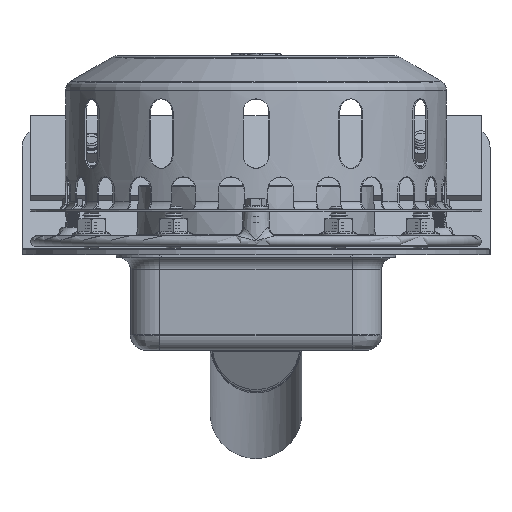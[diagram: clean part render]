
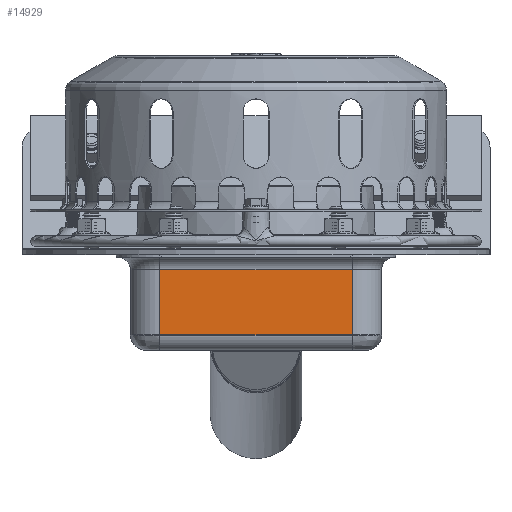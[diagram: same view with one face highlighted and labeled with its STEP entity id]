
A CAD part, left-side view. The second image highlights one B-rep face of the part: STEP entity #14929.
In plain terms, the highlighted planar face has unit normal (-1, 0, 0).
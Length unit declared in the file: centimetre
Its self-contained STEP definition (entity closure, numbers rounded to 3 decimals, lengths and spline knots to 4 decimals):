
#2026=PLANE('',#15957);
#2304=FACE_OUTER_BOUND('',#3244,.T.);
#3244=EDGE_LOOP('',(#10225,#10226,#10227,#10228));
#4357=LINE('',#22859,#5327);
#4367=LINE('',#22909,#5337);
#4368=LINE('',#22913,#5338);
#4369=LINE('',#22914,#5339);
#5327=VECTOR('',#17991,1.);
#5337=VECTOR('',#18053,1.);
#5338=VECTOR('',#18058,1.);
#5339=VECTOR('',#18059,1.);
#6317=VERTEX_POINT('',#22856);
#6318=VERTEX_POINT('',#22858);
#6332=VERTEX_POINT('',#22908);
#6333=VERTEX_POINT('',#22912);
#7777=EDGE_CURVE('',#6317,#6318,#4357,.T.);
#7803=EDGE_CURVE('',#6332,#6318,#4367,.T.);
#7805=EDGE_CURVE('',#6333,#6317,#4368,.T.);
#7806=EDGE_CURVE('',#6332,#6333,#4369,.T.);
#10225=ORIENTED_EDGE('',*,*,#7777,.F.);
#10226=ORIENTED_EDGE('',*,*,#7805,.F.);
#10227=ORIENTED_EDGE('',*,*,#7806,.F.);
#10228=ORIENTED_EDGE('',*,*,#7803,.T.);
#14929=ADVANCED_FACE('',(#2304),#2026,.T.);
#15957=AXIS2_PLACEMENT_3D('',#22911,#18056,#18057);
#17991=DIRECTION('',(0.,-1.,0.));
#18053=DIRECTION('',(0.,0.,1.));
#18056=DIRECTION('center_axis',(-1.,0.,0.));
#18057=DIRECTION('ref_axis',(0.,-1.,0.));
#18058=DIRECTION('',(0.,0.,1.));
#18059=DIRECTION('',(0.,1.,0.));
#22856=CARTESIAN_POINT('',(68.,55.5,-8.5));
#22858=CARTESIAN_POINT('',(68.,-55.5,-8.5));
#22859=CARTESIAN_POINT('',(68.,27.75,-8.5));
#22908=CARTESIAN_POINT('',(68.,-55.5,-46.0417));
#22909=CARTESIAN_POINT('',(68.,-55.5,-55.0417));
#22911=CARTESIAN_POINT('Origin',(68.,55.5,-55.0417));
#22912=CARTESIAN_POINT('',(68.,55.5,-46.0417));
#22913=CARTESIAN_POINT('',(68.,55.5,-55.0417));
#22914=CARTESIAN_POINT('',(68.,27.75,-46.0417));
